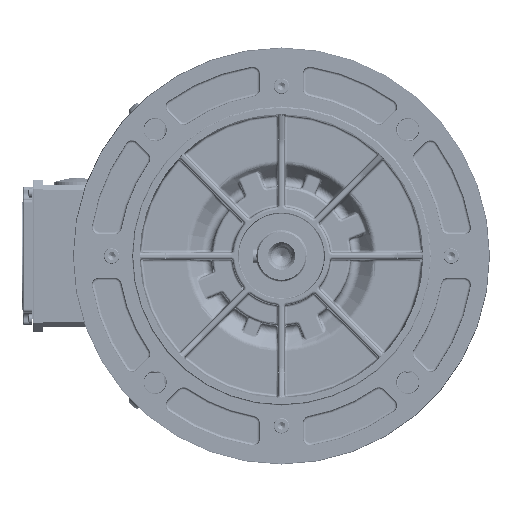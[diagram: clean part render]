
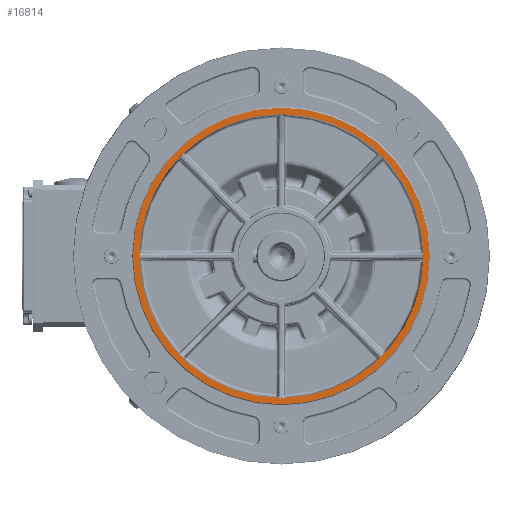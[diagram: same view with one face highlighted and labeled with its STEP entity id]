
A CAD part, left-side view. The second image highlights one B-rep face of the part: STEP entity #16814.
In plain terms, the highlighted planar face has unit normal (-1, 0, 0).
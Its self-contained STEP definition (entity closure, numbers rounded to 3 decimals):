
#14259=FACE_BOUND('',#31468,.T.);
#14260=FACE_BOUND('',#31469,.T.);
#16814=ADVANCED_FACE('',(#14259,#14260),#22539,.T.);
#22539=PLANE('',#122608);
#31468=EDGE_LOOP('',(#47484));
#31469=EDGE_LOOP('',(#47485));
#38006=CIRCLE('',#122027,124.5);
#38217=CIRCLE('',#122607,119.08);
#47484=ORIENTED_EDGE('',*,*,#89687,.F.);
#47485=ORIENTED_EDGE('',*,*,#88743,.T.);
#74951=VERTEX_POINT('',#168594);
#75514=VERTEX_POINT('',#173390);
#88743=EDGE_CURVE('',#74951,#74951,#38006,.T.);
#89687=EDGE_CURVE('',#75514,#75514,#38217,.T.);
#122027=AXIS2_PLACEMENT_3D('',#168593,#136754,#136755);
#122607=AXIS2_PLACEMENT_3D('',#173389,#138122,#138123);
#122608=AXIS2_PLACEMENT_3D('',#173391,#138124,#138125);
#136754=DIRECTION('',(-1.,0.,0.));
#136755=DIRECTION('',(0.,0.,1.));
#138122=DIRECTION('',(-1.,0.,0.));
#138123=DIRECTION('',(0.,0.,1.));
#138124=DIRECTION('',(-1.,0.,0.));
#138125=DIRECTION('',(0.,0.,1.));
#168593=CARTESIAN_POINT('',(-40.,117.,0.));
#168594=CARTESIAN_POINT('',(-40.,117.,124.5));
#173389=CARTESIAN_POINT('',(-40.,117.,0.));
#173390=CARTESIAN_POINT('',(-40.,117.,119.08));
#173391=CARTESIAN_POINT('',(-40.,-8.,0.));
